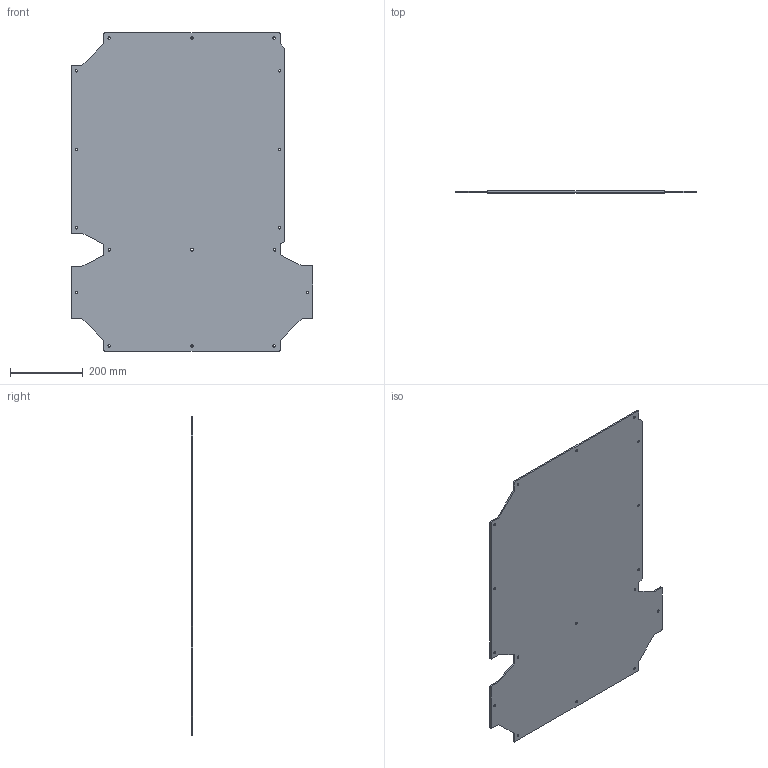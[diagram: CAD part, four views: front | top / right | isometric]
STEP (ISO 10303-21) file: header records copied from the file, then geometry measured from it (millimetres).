
FILE_DESCRIPTION((''),'2;1');
FILE_NAME('SIDE_PANEL','2022-09-01T19:56:29',('dinus'),(''),'CREO PARAMETRIC BY PTC INC, 2021164','CREO PARAMETRIC BY PTC INC, 2021164','');
FILE_SCHEMA(('CONFIG_CONTROL_DESIGN'));
Length unit declared in the file: millimetre
Products named in the file (1): SIDE_PANEL
Bounding box: 664 x 4 x 874 mm (x, y, z)
Volume: 2019533.1 mm3; surface area: 1023491.5 mm2
Topology: 1 solids, 1 shells, 72 faces, 210 edges, 140 vertices
Faces by surface type: cylinder 44, plane 28
Entity records: 2528 total; most frequent: DIRECTION 442, CARTESIAN_POINT 422, ORIENTED_EDGE 420, EDGE_CURVE 210, AXIS2_PLACEMENT_3D 160, VERTEX_POINT 140, VECTOR 122, LINE 122
